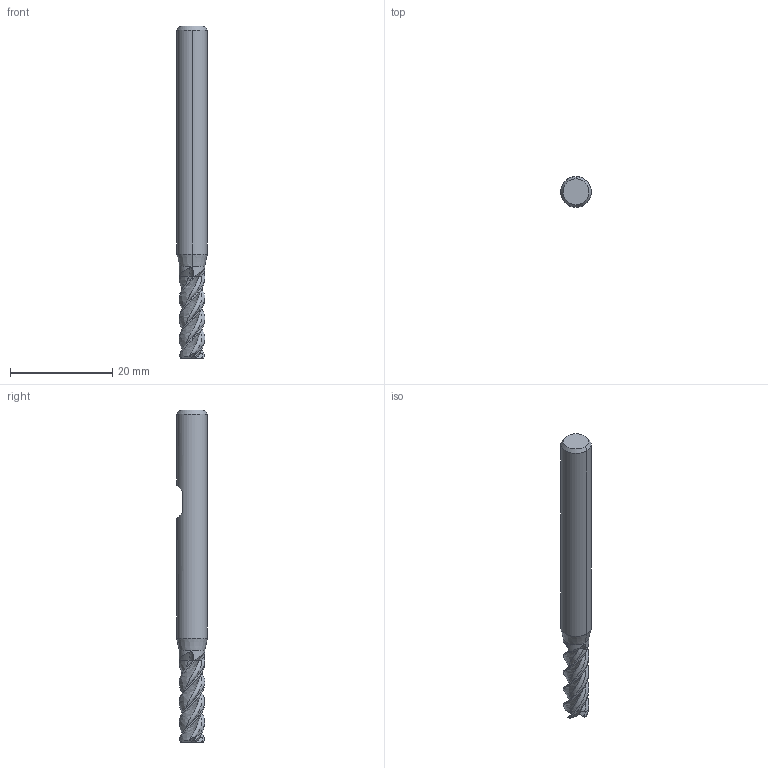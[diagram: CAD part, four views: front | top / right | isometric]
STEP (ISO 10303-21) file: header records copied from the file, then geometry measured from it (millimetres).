
FILE_DESCRIPTION(('no description'),'unknown implementation level');
FILE_NAME('BCU1-M02-0114-5-Detail.stp',' ',('CIMSOURCE GmbH'),('CADClick - KiM GmbH - www.kimweb.de'),'unknown preprocess','ACIS','unknown authorization');
FILE_SCHEMA(('automotive_design'));
Length unit declared in the file: millimetre
Products named in the file (2): NOCUT; CUT
Bounding box: 6 x 6 x 65 mm (x, y, z)
Volume: 1495.2 mm3; surface area: 1269 mm2
Topology: 2 solids, 2 shells, 88 faces, 241 edges, 157 vertices
Faces by surface type: plane 26, cone 22, bspline 20, revolution 16, cylinder 4
Entity records: 13528 total; most frequent: CARTESIAN_POINT 8822, STYLED_ITEM 488, PRESENTATION_STYLE_ASSIGNMENT 488, COLOUR_RGB 488, ORIENTED_EDGE 482, DIRECTION 299, EDGE_CURVE 241, CURVE_STYLE 241
